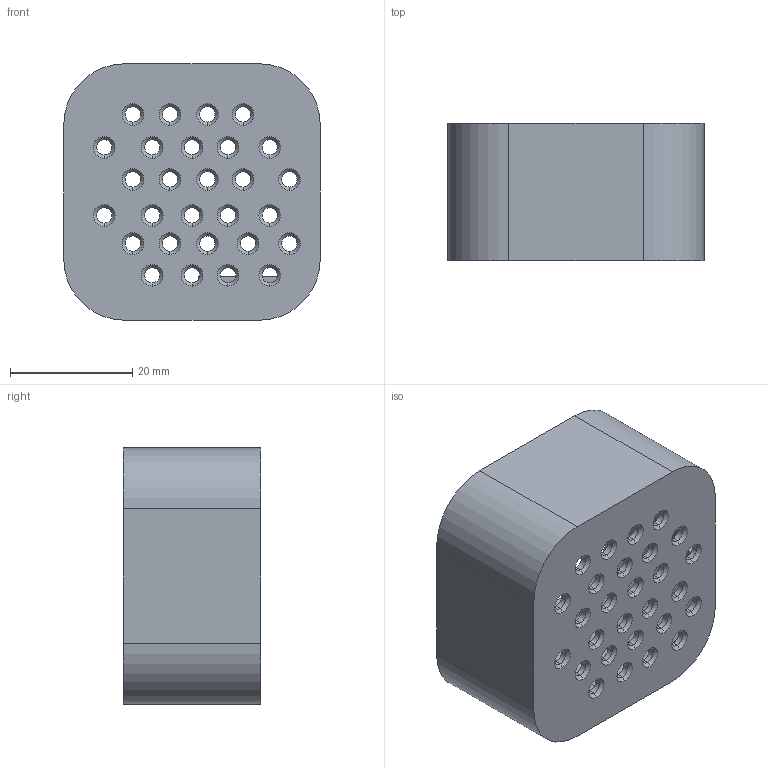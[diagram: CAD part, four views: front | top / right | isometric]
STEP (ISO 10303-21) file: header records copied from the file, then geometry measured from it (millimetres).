
FILE_DESCRIPTION (( 'STEP AP203' ), '1' );
FILE_NAME ('Sound light cover V1.1.STEP', '2022-11-22T09:21:29', ( '' ), ( '' ), 'SwSTEP 2.0', 'SolidWorks 2020', '' );
FILE_SCHEMA (( 'CONFIG_CONTROL_DESIGN' ));
Length unit declared in the file: millimetre
Products named in the file (1): Sound light cover V1.1
Bounding box: 42 x 22.5 x 42 mm (x, y, z)
Volume: 11251.6 mm3; surface area: 9662.3 mm2
Topology: 1 solids, 1 shells, 152 faces, 387 edges, 237 vertices
Faces by surface type: cylinder 66, cone 60, plane 26
Entity records: 4790 total; most frequent: DIRECTION 891, CARTESIAN_POINT 775, ORIENTED_EDGE 770, EDGE_CURVE 385, AXIS2_PLACEMENT_3D 353, VERTEX_POINT 237, EDGE_LOOP 212, CIRCLE 200
